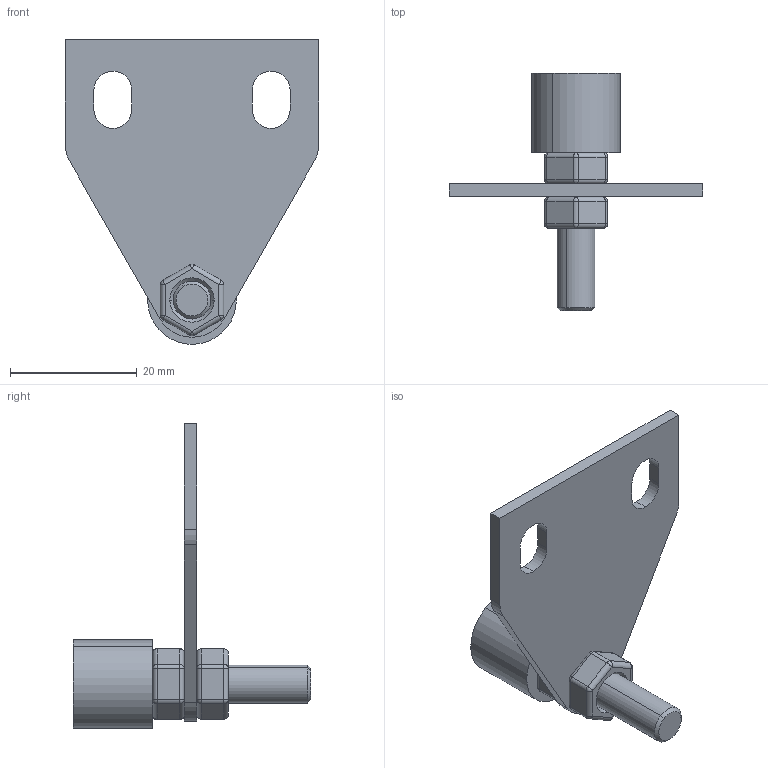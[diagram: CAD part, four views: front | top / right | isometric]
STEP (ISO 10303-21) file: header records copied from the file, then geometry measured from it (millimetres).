
FILE_DESCRIPTION (( 'STEP AP214' ), '1' );
FILE_NAME ('B874 Óïîð äâåðíîé.STEP', '2025-07-22T10:20:13', ( '' ), ( '' ), 'SwSTEP 2.0', 'SolidWorks 2025', '' );
FILE_SCHEMA (( 'AUTOMOTIVE_DESIGN' ));
Length unit declared in the file: millimetre
Products named in the file (4): Пластина_00; Гайка_00; B874 Упор дверной; Винт_00
Assembly tree (4 placements, depth 2):
  B874 Упор дверной
    Пластина_00
    Винт_00
    Гайка_00  x2
Bounding box: 40 x 37.5 x 48.12 mm (x, y, z)
Volume: 5793.1 mm3; surface area: 4993.8 mm2
Topology: 4 solids, 4 shells, 120 faces, 271 edges, 148 vertices
Faces by surface type: cylinder 56, plane 30, sphere 24, cone 10
Entity records: 2229 total; most frequent: DIRECTION 409, CARTESIAN_POINT 344, ORIENTED_EDGE 330, EDGE_CURVE 165, AXIS2_PLACEMENT_3D 161, VERTEX_POINT 96, LINE 87, VECTOR 87
